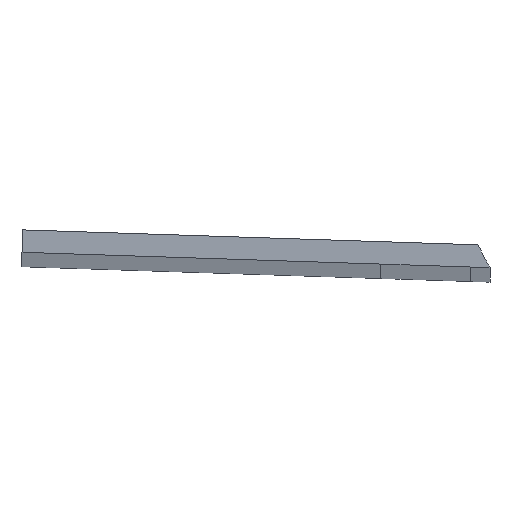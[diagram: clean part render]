
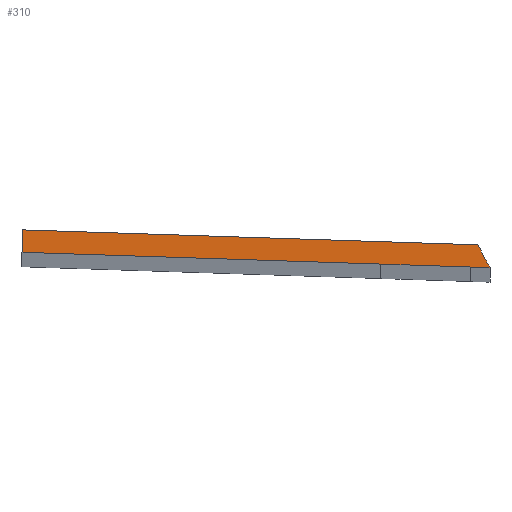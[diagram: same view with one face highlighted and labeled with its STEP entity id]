
A CAD part, top view. The second image highlights one B-rep face of the part: STEP entity #310.
In plain terms, the highlighted planar face has unit normal (0, 0, 1).
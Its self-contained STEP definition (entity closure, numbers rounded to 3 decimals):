
#42=CARTESIAN_POINT('Control Point',(376.137,3.223,738.)) ;
#43=CARTESIAN_POINT('Control Point',(369.719,3.436,738.)) ;
#44=CARTESIAN_POINT('Control Point',(363.313,3.647,738.)) ;
#45=CARTESIAN_POINT('Control Point',(356.919,3.856,738.)) ;
#46=CARTESIAN_POINT('Control Point',(350.535,4.064,738.)) ;
#47=CARTESIAN_POINT('Control Point',(344.156,4.27,738.)) ;
#48=CARTESIAN_POINT('Vertex',(376.137,3.223,738.)) ;
#50=CARTESIAN_POINT('Vertex',(344.156,4.27,738.)) ;
#87=CARTESIAN_POINT('Line Origine',(344.188,5.27,738.)) ;
#91=CARTESIAN_POINT('Vertex',(344.22,6.269,738.)) ;
#124=CARTESIAN_POINT('Control Point',(344.22,6.269,738.)) ;
#125=CARTESIAN_POINT('Control Point',(352.12,6.014,738.)) ;
#126=CARTESIAN_POINT('Control Point',(360.129,5.753,738.)) ;
#127=CARTESIAN_POINT('Control Point',(368.246,5.486,738.)) ;
#128=CARTESIAN_POINT('Control Point',(376.467,5.214,738.)) ;
#129=CARTESIAN_POINT('Control Point',(384.788,4.938,738.)) ;
#130=CARTESIAN_POINT('Vertex',(384.788,4.938,738.)) ;
#160=CARTESIAN_POINT('Line Origine',(385.124,4.297,738.)) ;
#164=CARTESIAN_POINT('Vertex',(385.461,3.655,738.)) ;
#191=CARTESIAN_POINT('Axis2P3D Location',(429.291,26.659,738.)) ;
#195=CARTESIAN_POINT('Vertex',(385.865,2.901,738.)) ;
#228=CARTESIAN_POINT('Control Point',(385.865,2.901,738.)) ;
#229=CARTESIAN_POINT('Control Point',(385.519,2.912,738.)) ;
#230=CARTESIAN_POINT('Control Point',(385.172,2.924,738.)) ;
#231=CARTESIAN_POINT('Control Point',(384.826,2.935,738.)) ;
#232=CARTESIAN_POINT('Control Point',(384.479,2.947,738.)) ;
#233=CARTESIAN_POINT('Control Point',(384.133,2.958,738.)) ;
#234=CARTESIAN_POINT('Vertex',(384.133,2.958,738.)) ;
#264=CARTESIAN_POINT('Line Origine',(380.135,3.091,738.)) ;
#296=CARTESIAN_POINT('Axis2P3D Location',(0.,0.,738.)) ;
#89=VECTOR('Line Direction',#88,1.) ;
#162=VECTOR('Line Direction',#161,1.) ;
#266=VECTOR('Line Direction',#265,1.) ;
#88=DIRECTION('Vector Direction',(0.032,0.999,0.)) ;
#161=DIRECTION('Vector Direction',(-0.465,0.885,0.)) ;
#192=DIRECTION('Axis2P3D Direction',(0.,0.,-1.)) ;
#265=DIRECTION('Vector Direction',(0.999,-0.033,0.)) ;
#297=DIRECTION('Axis2P3D Direction',(0.,0.,-1.)) ;
#298=DIRECTION('Axis2P3D XDirection',(1.,0.,0.)) ;
#193=AXIS2_PLACEMENT_3D('Circle Axis2P3D',#191,#192,$) ;
#299=AXIS2_PLACEMENT_3D('Plane Axis2P3D',#296,#297,#298) ;
#90=LINE('Line',#87,#89) ;
#163=LINE('Line',#160,#162) ;
#267=LINE('Line',#264,#266) ;
#194=CIRCLE('generated circle',#193,49.5) ;
#300=PLANE('',#299) ;
#52=EDGE_CURVE('',#49,#51,#41,.T.) ;
#93=EDGE_CURVE('',#51,#92,#90,.T.) ;
#132=EDGE_CURVE('',#92,#131,#123,.T.) ;
#166=EDGE_CURVE('',#131,#165,#163,.F.) ;
#197=EDGE_CURVE('',#165,#196,#194,.F.) ;
#236=EDGE_CURVE('',#196,#235,#227,.T.) ;
#268=EDGE_CURVE('',#235,#49,#267,.F.) ;
#302=ORIENTED_EDGE('',*,*,#268,.F.) ;
#303=ORIENTED_EDGE('',*,*,#236,.F.) ;
#304=ORIENTED_EDGE('',*,*,#197,.F.) ;
#305=ORIENTED_EDGE('',*,*,#166,.F.) ;
#306=ORIENTED_EDGE('',*,*,#132,.F.) ;
#307=ORIENTED_EDGE('',*,*,#93,.F.) ;
#308=ORIENTED_EDGE('',*,*,#52,.F.) ;
#301=EDGE_LOOP('',(#302,#303,#304,#305,#306,#307,#308)) ;
#49=VERTEX_POINT('',#48) ;
#51=VERTEX_POINT('',#50) ;
#92=VERTEX_POINT('',#91) ;
#131=VERTEX_POINT('',#130) ;
#165=VERTEX_POINT('',#164) ;
#196=VERTEX_POINT('',#195) ;
#235=VERTEX_POINT('',#234) ;
#310=ADVANCED_FACE('PartBody',(#309),#300,.F.) ;
#41=B_SPLINE_CURVE_WITH_KNOTS('',5,(#42,#43,#44,#45,#46,#47),.UNSPECIFIED.,.F.,.U.,(6,6),(500000.,500032.304),.UNSPECIFIED.) ;
#123=B_SPLINE_CURVE_WITH_KNOTS('',5,(#124,#125,#126,#127,#128,#129),.UNSPECIFIED.,.F.,.U.,(6,6),(500000.81,500000.855),.UNSPECIFIED.) ;
#227=B_SPLINE_CURVE_WITH_KNOTS('',5,(#228,#229,#230,#231,#232,#233),.UNSPECIFIED.,.F.,.U.,(6,6),(500133.992,500135.733),.UNSPECIFIED.) ;
#309=FACE_OUTER_BOUND('',#301,.T.) ;
